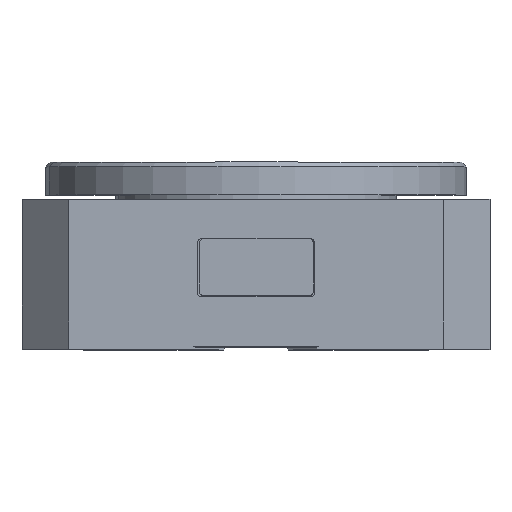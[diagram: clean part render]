
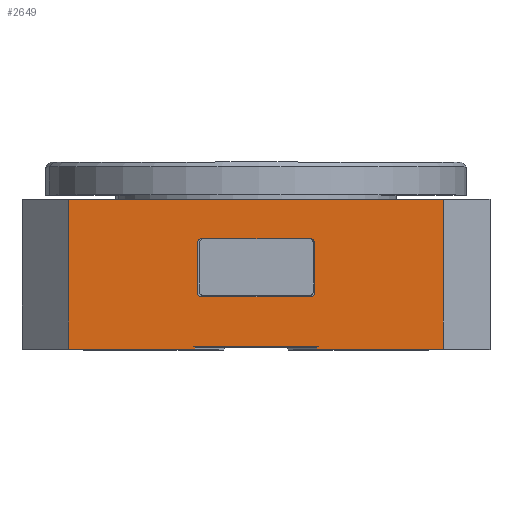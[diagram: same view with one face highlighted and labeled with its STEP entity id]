
A CAD part, top view. The second image highlights one B-rep face of the part: STEP entity #2649.
In plain terms, the highlighted planar face has unit normal (0, 0, 1).
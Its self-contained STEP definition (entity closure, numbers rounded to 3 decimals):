
#101 = AXIS2_PLACEMENT_3D ( 'NONE', #7988, #14855, #21770 ) ;
#125 = CARTESIAN_POINT ( 'NONE',  ( 0., 16., 0. ) ) ;
#242 = ORIENTED_EDGE ( 'NONE', *, *, #5155, .F. ) ;
#579 = CARTESIAN_POINT ( 'NONE',  ( 19.2, 11.8, 0. ) ) ;
#648 = AXIS2_PLACEMENT_3D ( 'NONE', #18845, #3365, #10271 ) ;
#726 = LINE ( 'NONE', #7644, #18151 ) ;
#737 = ORIENTED_EDGE ( 'NONE', *, *, #19755, .F. ) ;
#741 = VECTOR ( 'NONE', #21712, 1000. ) ;
#1014 = VERTEX_POINT ( 'NONE', #3552 ) ;
#1053 = AXIS2_PLACEMENT_3D ( 'NONE', #21010, #5536, #12408 ) ;
#1076 = PLANE ( 'NONE',  #101 ) ;
#1127 = VERTEX_POINT ( 'NONE', #5711 ) ;
#1181 = DIRECTION ( 'NONE',  ( 0., 1., 0. ) ) ;
#1227 = EDGE_CURVE ( 'NONE', #8857, #5723, #726, .T. ) ;
#1265 = VERTEX_POINT ( 'NONE', #13037 ) ;
#1376 = DIRECTION ( 'NONE',  ( 0., -1., 0. ) ) ;
#1655 = ORIENTED_EDGE ( 'NONE', *, *, #17268, .F. ) ;
#1824 = VECTOR ( 'NONE', #1181, 1000. ) ;
#1888 = CARTESIAN_POINT ( 'NONE',  ( 30.8, 6.1, 0. ) ) ;
#2293 = LINE ( 'NONE', #9204, #2365 ) ;
#2365 = VECTOR ( 'NONE', #16072, 1000. ) ;
#2649 = ADVANCED_FACE ( 'NONE', ( #9675, #16550 ), #1076, .F. ) ;
#2653 = ORIENTED_EDGE ( 'NONE', *, *, #11465, .F. ) ;
#2875 = CIRCLE ( 'NONE', #17333, 0.5 ) ;
#2885 = CARTESIAN_POINT ( 'NONE',  ( 0., 0., 0. ) ) ;
#3176 = EDGE_CURVE ( 'NONE', #1127, #1014, #8159, .T. ) ;
#3268 = ORIENTED_EDGE ( 'NONE', *, *, #5573, .F. ) ;
#3365 = DIRECTION ( 'NONE',  ( 0., 0., 1. ) ) ;
#3427 = VECTOR ( 'NONE', #11147, 1000. ) ;
#3552 = CARTESIAN_POINT ( 'NONE',  ( 45., 0., 0. ) ) ;
#3751 = EDGE_CURVE ( 'NONE', #5919, #20816, #13270, .T. ) ;
#3881 = VECTOR ( 'NONE', #1376, 1000. ) ;
#4017 = EDGE_CURVE ( 'NONE', #6391, #5486, #15814, .T. ) ;
#4025 = EDGE_CURVE ( 'NONE', #15331, #1265, #18365, .T. ) ;
#4106 = LINE ( 'NONE', #11014, #4330 ) ;
#4124 = CARTESIAN_POINT ( 'NONE',  ( 18.7, 11.3, 0. ) ) ;
#4247 = CARTESIAN_POINT ( 'NONE',  ( 19.2, 5.6, 0. ) ) ;
#4330 = VECTOR ( 'NONE', #17908, 1000. ) ;
#4331 = EDGE_LOOP ( 'NONE', ( #8381, #7380, #7985, #7183, #2653, #20162, #10745, #12958 ) ) ;
#4831 = VERTEX_POINT ( 'NONE', #5813 ) ;
#4948 = CARTESIAN_POINT ( 'NONE',  ( 45., 16., 0. ) ) ;
#5155 = EDGE_CURVE ( 'NONE', #8579, #4831, #13320, .T. ) ;
#5486 = VERTEX_POINT ( 'NONE', #8463 ) ;
#5536 = DIRECTION ( 'NONE',  ( 0., 0., 1. ) ) ;
#5573 = EDGE_CURVE ( 'NONE', #21911, #10884, #2875, .T. ) ;
#5597 = VECTOR ( 'NONE', #7041, 1000. ) ;
#5711 = CARTESIAN_POINT ( 'NONE',  ( 31.5, 0., 0. ) ) ;
#5723 = VERTEX_POINT ( 'NONE', #19725 ) ;
#5731 = VECTOR ( 'NONE', #9792, 1000. ) ;
#5813 = CARTESIAN_POINT ( 'NONE',  ( 30.8, 11.8, 0. ) ) ;
#5919 = VERTEX_POINT ( 'NONE', #579 ) ;
#5990 = EDGE_CURVE ( 'NONE', #6175, #15331, #7927, .T. ) ;
#6082 = AXIS2_PLACEMENT_3D ( 'NONE', #7995, #14857, #21773 ) ;
#6175 = VERTEX_POINT ( 'NONE', #8608 ) ;
#6375 = EDGE_CURVE ( 'NONE', #10884, #8579, #9482, .T. ) ;
#6391 = VERTEX_POINT ( 'NONE', #15068 ) ;
#7041 = DIRECTION ( 'NONE',  ( 1., 0., 0. ) ) ;
#7183 = ORIENTED_EDGE ( 'NONE', *, *, #8622, .T. ) ;
#7380 = ORIENTED_EDGE ( 'NONE', *, *, #16067, .T. ) ;
#7644 = CARTESIAN_POINT ( 'NONE',  ( 31.5, 0.3, 0. ) ) ;
#7927 = LINE ( 'NONE', #14793, #741 ) ;
#7985 = ORIENTED_EDGE ( 'NONE', *, *, #3176, .T. ) ;
#7988 = CARTESIAN_POINT ( 'NONE',  ( 0., 16., 0. ) ) ;
#7995 = CARTESIAN_POINT ( 'NONE',  ( 19.2, 6.1, 0. ) ) ;
#8159 = LINE ( 'NONE', #13331, #11660 ) ;
#8178 = ORIENTED_EDGE ( 'NONE', *, *, #4017, .F. ) ;
#8202 = CARTESIAN_POINT ( 'NONE',  ( 18.7, 11.3, 0. ) ) ;
#8381 = ORIENTED_EDGE ( 'NONE', *, *, #1227, .F. ) ;
#8463 = CARTESIAN_POINT ( 'NONE',  ( 19.2, 5.6, 0. ) ) ;
#8579 = VERTEX_POINT ( 'NONE', #13297 ) ;
#8608 = CARTESIAN_POINT ( 'NONE',  ( 5., 16., 0. ) ) ;
#8622 = EDGE_CURVE ( 'NONE', #1014, #18972, #20427, .T. ) ;
#8803 = DIRECTION ( 'NONE',  ( 0., 0., 1. ) ) ;
#8857 = VERTEX_POINT ( 'NONE', #19519 ) ;
#9204 = CARTESIAN_POINT ( 'NONE',  ( 19.2, 11.8, 0. ) ) ;
#9332 = EDGE_CURVE ( 'NONE', #5723, #1265, #4106, .T. ) ;
#9482 = LINE ( 'NONE', #16354, #1824 ) ;
#9675 = FACE_BOUND ( 'NONE', #11994, .T. ) ;
#9792 = DIRECTION ( 'NONE',  ( 1., 0., 0. ) ) ;
#9982 = LINE ( 'NONE', #16865, #3881 ) ;
#10271 = DIRECTION ( 'NONE',  ( 1., 0., 0. ) ) ;
#10745 = ORIENTED_EDGE ( 'NONE', *, *, #4025, .T. ) ;
#10884 = VERTEX_POINT ( 'NONE', #16653 ) ;
#11014 = CARTESIAN_POINT ( 'NONE',  ( 18.5, 0.3, 0. ) ) ;
#11032 = DIRECTION ( 'NONE',  ( 0., -1., 0. ) ) ;
#11053 = ORIENTED_EDGE ( 'NONE', *, *, #6375, .F. ) ;
#11147 = DIRECTION ( 'NONE',  ( 1., 0., 0. ) ) ;
#11465 = EDGE_CURVE ( 'NONE', #6175, #18972, #15599, .T. ) ;
#11660 = VECTOR ( 'NONE', #20236, 1000. ) ;
#11834 = DIRECTION ( 'NONE',  ( 0., 1., 0. ) ) ;
#11860 = VECTOR ( 'NONE', #11032, 1000. ) ;
#11994 = EDGE_LOOP ( 'NONE', ( #16543, #242, #11053, #3268, #737, #8178, #1655, #12547 ) ) ;
#12408 = DIRECTION ( 'NONE',  ( -1., 0., 0. ) ) ;
#12547 = ORIENTED_EDGE ( 'NONE', *, *, #3751, .F. ) ;
#12927 = CARTESIAN_POINT ( 'NONE',  ( 5., 0., 0. ) ) ;
#12958 = ORIENTED_EDGE ( 'NONE', *, *, #9332, .F. ) ;
#13037 = CARTESIAN_POINT ( 'NONE',  ( 18.5, 0., 0. ) ) ;
#13270 = CIRCLE ( 'NONE', #648, 0.5 ) ;
#13297 = CARTESIAN_POINT ( 'NONE',  ( 31.3, 11.3, 0. ) ) ;
#13320 = CIRCLE ( 'NONE', #1053, 0.5 ) ;
#13331 = CARTESIAN_POINT ( 'NONE',  ( 0., 0., 0. ) ) ;
#14503 = DIRECTION ( 'NONE',  ( -1., 0., 0. ) ) ;
#14793 = CARTESIAN_POINT ( 'NONE',  ( 5., 16., 0. ) ) ;
#14855 = DIRECTION ( 'NONE',  ( 0., 0., -1. ) ) ;
#14857 = DIRECTION ( 'NONE',  ( 0., 0., 1. ) ) ;
#15068 = CARTESIAN_POINT ( 'NONE',  ( 18.7, 6.1, 0. ) ) ;
#15331 = VERTEX_POINT ( 'NONE', #12927 ) ;
#15599 = LINE ( 'NONE', #125, #5597 ) ;
#15664 = DIRECTION ( 'NONE',  ( 1., 0., 0. ) ) ;
#15814 = CIRCLE ( 'NONE', #6082, 0.5 ) ;
#15863 = CARTESIAN_POINT ( 'NONE',  ( 30.8, 5.6, 0. ) ) ;
#16067 = EDGE_CURVE ( 'NONE', #8857, #1127, #9982, .T. ) ;
#16072 = DIRECTION ( 'NONE',  ( -1., 0., 0. ) ) ;
#16354 = CARTESIAN_POINT ( 'NONE',  ( 31.3, 11.3, 0. ) ) ;
#16543 = ORIENTED_EDGE ( 'NONE', *, *, #20279, .F. ) ;
#16550 = FACE_OUTER_BOUND ( 'NONE', #4331, .T. ) ;
#16653 = CARTESIAN_POINT ( 'NONE',  ( 31.3, 6.1, 0. ) ) ;
#16865 = CARTESIAN_POINT ( 'NONE',  ( 31.5, 0.3, 0. ) ) ;
#17268 = EDGE_CURVE ( 'NONE', #20816, #6391, #19616, .T. ) ;
#17333 = AXIS2_PLACEMENT_3D ( 'NONE', #1888, #8803, #15664 ) ;
#17908 = DIRECTION ( 'NONE',  ( 0., -1., 0. ) ) ;
#18151 = VECTOR ( 'NONE', #14503, 1000. ) ;
#18365 = LINE ( 'NONE', #2885, #5731 ) ;
#18845 = CARTESIAN_POINT ( 'NONE',  ( 19.2, 11.3, 0. ) ) ;
#18972 = VERTEX_POINT ( 'NONE', #19821 ) ;
#19519 = CARTESIAN_POINT ( 'NONE',  ( 31.5, 0.3, 0. ) ) ;
#19616 = LINE ( 'NONE', #4124, #11860 ) ;
#19725 = CARTESIAN_POINT ( 'NONE',  ( 18.5, 0.3, 0. ) ) ;
#19733 = LINE ( 'NONE', #4247, #3427 ) ;
#19755 = EDGE_CURVE ( 'NONE', #5486, #21911, #19733, .T. ) ;
#19821 = CARTESIAN_POINT ( 'NONE',  ( 45., 16., 0. ) ) ;
#19884 = VECTOR ( 'NONE', #11834, 1000. ) ;
#20162 = ORIENTED_EDGE ( 'NONE', *, *, #5990, .T. ) ;
#20236 = DIRECTION ( 'NONE',  ( 1., 0., 0. ) ) ;
#20279 = EDGE_CURVE ( 'NONE', #4831, #5919, #2293, .T. ) ;
#20427 = LINE ( 'NONE', #4948, #19884 ) ;
#20816 = VERTEX_POINT ( 'NONE', #8202 ) ;
#21010 = CARTESIAN_POINT ( 'NONE',  ( 30.8, 11.3, 0. ) ) ;
#21712 = DIRECTION ( 'NONE',  ( 0., -1., 0. ) ) ;
#21770 = DIRECTION ( 'NONE',  ( -1., 0., 0. ) ) ;
#21773 = DIRECTION ( 'NONE',  ( 1., 0., 0. ) ) ;
#21911 = VERTEX_POINT ( 'NONE', #15863 ) ;
